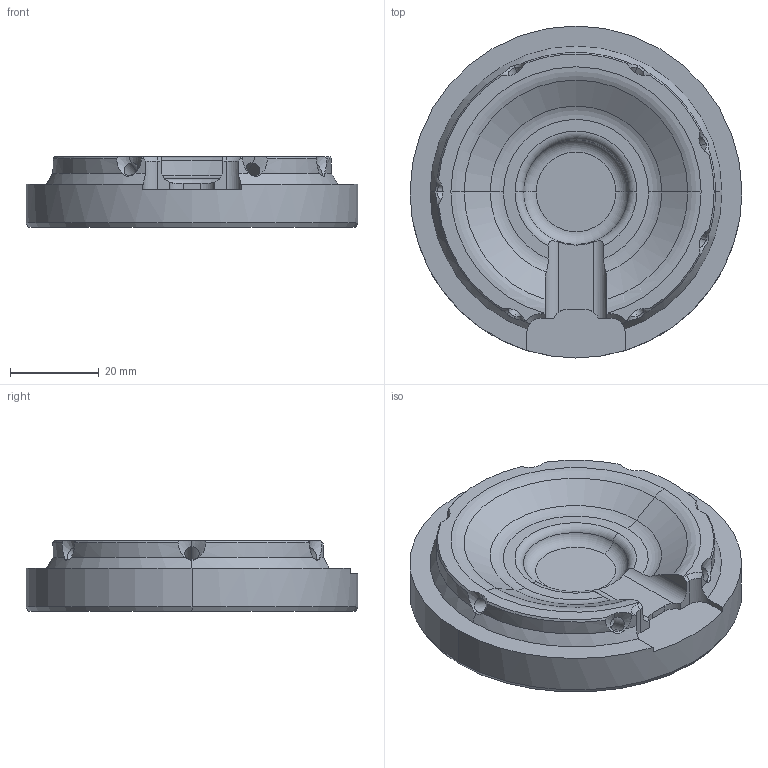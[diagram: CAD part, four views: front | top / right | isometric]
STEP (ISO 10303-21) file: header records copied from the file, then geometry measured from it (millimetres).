
FILE_DESCRIPTION (( 'STEP AP214' ), '1' );
FILE_NAME ('G-061-COUPLING_BLANK.STEP', '2016-01-12T20:37:12', ( '' ), ( '' ), 'SwSTEP 2.0', 'SolidWorks 2013', '' );
FILE_SCHEMA (( 'AUTOMOTIVE_DESIGN' ));
Length unit declared in the file: millimetre
Products named in the file (1): G-061-COUPLING_BLANK
Bounding box: 75 x 75 x 16 mm (x, y, z)
Volume: 51481.5 mm3; surface area: 12957 mm2
Topology: 1 solids, 1 shells, 103 faces, 284 edges, 169 vertices
Faces by surface type: cone 46, cylinder 31, plane 16, torus 10
Entity records: 3577 total; most frequent: CARTESIAN_POINT 1045, ORIENTED_EDGE 540, DIRECTION 511, EDGE_CURVE 270, AXIS2_PLACEMENT_3D 211, VERTEX_POINT 169, CIRCLE 107, EDGE_LOOP 103
